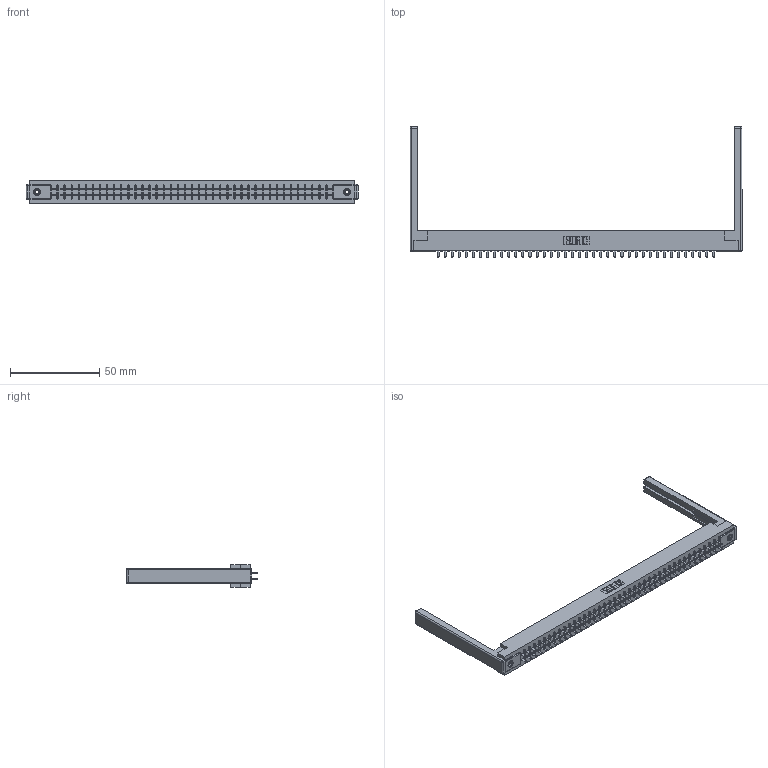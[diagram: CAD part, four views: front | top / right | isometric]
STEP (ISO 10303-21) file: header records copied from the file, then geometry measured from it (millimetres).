
FILE_DESCRIPTION (( 'STEP AP203' ), '1' );
FILE_NAME ('305-080-521-268.STEP', '2019-09-10T09:59:39', ( '' ), ( '' ), 'SwSTEP 2.0', 'SolidWorks 2016', '' );
FILE_SCHEMA (( 'CONFIG_CONTROL_DESIGN' ));
Length unit declared in the file: inch
Products named in the file (5): 305-080-521-268; 305 Part_.156 Dia; 305-290-001_521; 345-250-001_345-250-001-102; 307-220-068
Assembly tree (85 placements, depth 2):
  305-080-521-268
    305 Part_.156 Dia
    305-290-001_521  x80
    345-250-001_345-250-001-102  x2
    307-220-068  x2
Bounding box: 185.93 x 73.15 x 12.7 mm (x, y, z)
Volume: 23693.7 mm3; surface area: 28117.3 mm2
Topology: 85 solids, 85 shells, 3950 faces, 11226 edges, 7248 vertices
Faces by surface type: plane 2316, cylinder 1450, sphere 168, cone 12, torus 4
Entity records: 46192 total; most frequent: CARTESIAN_POINT 7615, ORIENTED_EDGE 7550, DIRECTION 7387, EDGE_CURVE 3775, LINE 3043, VECTOR 3043, VERTEX_POINT 2400, AXIS2_PLACEMENT_3D 2172
